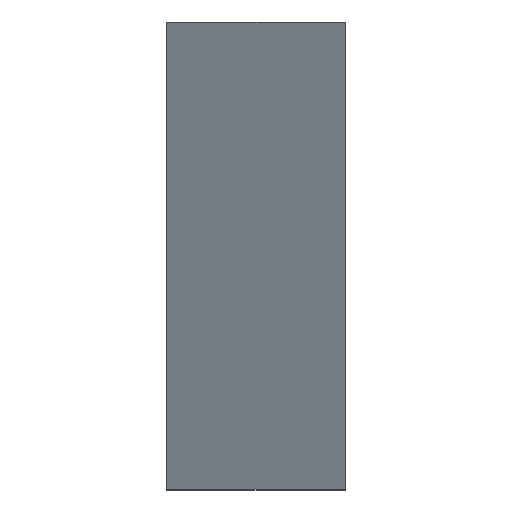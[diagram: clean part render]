
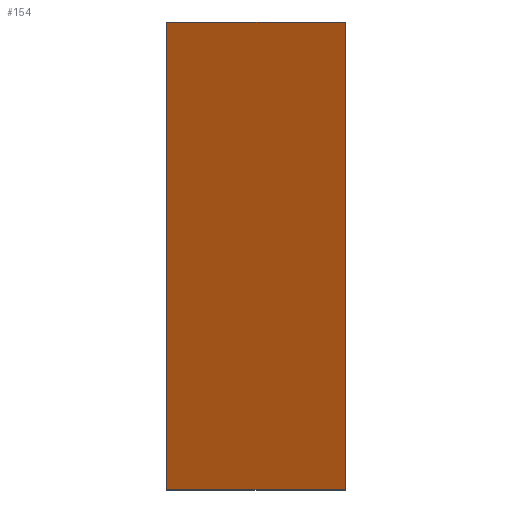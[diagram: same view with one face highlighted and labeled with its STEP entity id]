
A CAD part, left-side view. The second image highlights one B-rep face of the part: STEP entity #154.
In plain terms, the highlighted planar face has unit normal (-0.924, 0, -0.383).
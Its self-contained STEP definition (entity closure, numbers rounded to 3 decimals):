
#12 = FACE_OUTER_BOUND ( 'NONE', #55, .T. ) ;
#14 = CARTESIAN_POINT ( 'NONE',  ( -11.375, 4., 5.25 ) ) ;
#19 = VECTOR ( 'NONE', #191, 1000. ) ;
#27 = DIRECTION ( 'NONE',  ( -0.383, 0., 0.924 ) ) ;
#31 = ORIENTED_EDGE ( 'NONE', *, *, #276, .T. ) ;
#32 = LINE ( 'NONE', #243, #165 ) ;
#34 = DIRECTION ( 'NONE',  ( 0.383, 0., -0.924 ) ) ;
#46 = VECTOR ( 'NONE', #221, 1000. ) ;
#53 = ORIENTED_EDGE ( 'NONE', *, *, #133, .F. ) ;
#54 = EDGE_CURVE ( 'NONE', #111, #92, #32, .T. ) ;
#55 = EDGE_LOOP ( 'NONE', ( #31, #53, #250, #174 ) ) ;
#56 = PLANE ( 'NONE',  #160 ) ;
#61 = CARTESIAN_POINT ( 'NONE',  ( -11.375, 4., 5.25 ) ) ;
#67 = DIRECTION ( 'NONE',  ( 0.924, 0., 0.383 ) ) ;
#81 = VECTOR ( 'NONE', #136, 1000. ) ;
#92 = VERTEX_POINT ( 'NONE', #14 ) ;
#107 = LINE ( 'NONE', #262, #81 ) ;
#111 = VERTEX_POINT ( 'NONE', #259 ) ;
#133 = EDGE_CURVE ( 'NONE', #92, #187, #107, .T. ) ;
#136 = DIRECTION ( 'NONE',  ( 0., -1., 0. ) ) ;
#154 = ADVANCED_FACE ( 'NONE', ( #12 ), #56, .F. ) ;
#160 = AXIS2_PLACEMENT_3D ( 'NONE', #61, #67, #34 ) ;
#165 = VECTOR ( 'NONE', #27, 1000. ) ;
#172 = CARTESIAN_POINT ( 'NONE',  ( -11.375, 0., 5.25 ) ) ;
#174 = ORIENTED_EDGE ( 'NONE', *, *, #231, .T. ) ;
#180 = LINE ( 'NONE', #195, #46 ) ;
#187 = VERTEX_POINT ( 'NONE', #172 ) ;
#188 = CARTESIAN_POINT ( 'NONE',  ( -7.026, 4., -5.25 ) ) ;
#190 = CARTESIAN_POINT ( 'NONE',  ( -7.026, 0., -5.25 ) ) ;
#191 = DIRECTION ( 'NONE',  ( 0., -1., 0. ) ) ;
#195 = CARTESIAN_POINT ( 'NONE',  ( -11.375, 0., 5.25 ) ) ;
#203 = VERTEX_POINT ( 'NONE', #190 ) ;
#221 = DIRECTION ( 'NONE',  ( -0.383, 0., 0.924 ) ) ;
#231 = EDGE_CURVE ( 'NONE', #111, #203, #246, .T. ) ;
#243 = CARTESIAN_POINT ( 'NONE',  ( -11.375, 4., 5.25 ) ) ;
#246 = LINE ( 'NONE', #188, #19 ) ;
#250 = ORIENTED_EDGE ( 'NONE', *, *, #54, .F. ) ;
#259 = CARTESIAN_POINT ( 'NONE',  ( -7.026, 4., -5.25 ) ) ;
#262 = CARTESIAN_POINT ( 'NONE',  ( -11.375, 4., 5.25 ) ) ;
#276 = EDGE_CURVE ( 'NONE', #203, #187, #180, .T. ) ;
